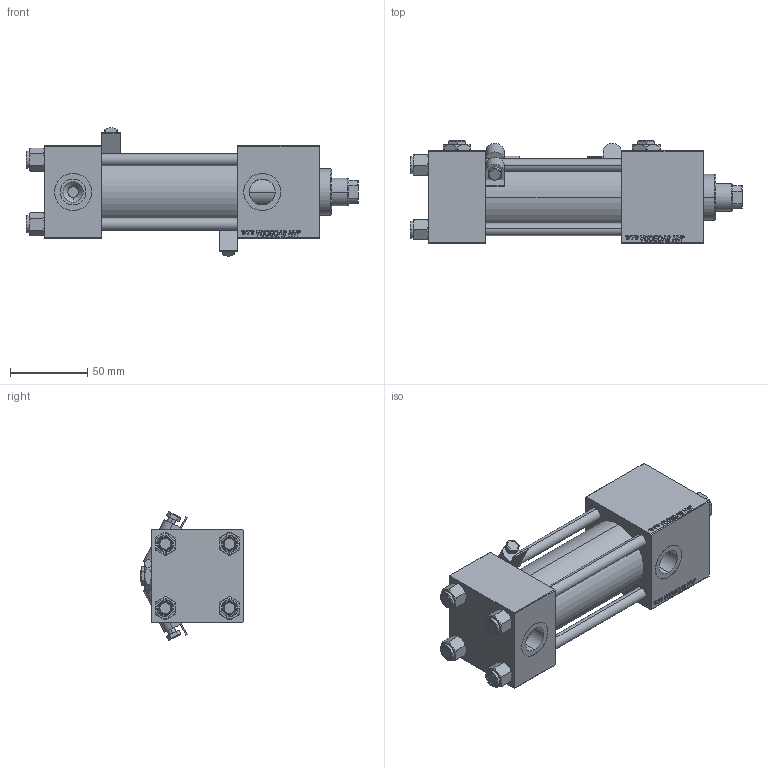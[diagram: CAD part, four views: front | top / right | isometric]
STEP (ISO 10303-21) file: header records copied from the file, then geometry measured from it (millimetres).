
FILE_DESCRIPTION (( 'STEP AP203' ), '1' );
FILE_NAME ('3f88.STEP', '2025-01-31T11:45:38', ( '' ), ( '' ), 'SwSTEP 2.0', 'SolidWorks 2019', '' );
FILE_SCHEMA (( 'CONFIG_CONTROL_DESIGN' ));
Length unit declared in the file: millimetre
Products named in the file (8): V215CR_C_Body eb7a84a5984c97e2bd911158259b2a87; NUT_M5_C eb7a84a5984c97e2bd911158259b2a87; Zatka_pro_OIL_PORT eb7a84a5984c97e2bd911158259b2a87; V215_VC_A eb7a84a5984c97e2bd911158259b2a87; 3f88; MSRF_MSRG1 eb7a84a5984c97e2bd911158259b2a87; V215CR_C_TYCINKA eb7a84a5984c97e2bd911158259b2a87; V215CR_VCP_C eb7a84a5984c97e2bd911158259b2a87
Assembly tree (15 placements, depth 2):
  3f88
    V215CR_C_Body eb7a84a5984c97e2bd911158259b2a87
    V215CR_VCP_C eb7a84a5984c97e2bd911158259b2a87
    NUT_M5_C eb7a84a5984c97e2bd911158259b2a87  x4
    V215CR_C_TYCINKA eb7a84a5984c97e2bd911158259b2a87  x4
    V215_VC_A eb7a84a5984c97e2bd911158259b2a87
    MSRF_MSRG1 eb7a84a5984c97e2bd911158259b2a87  x2
    Zatka_pro_OIL_PORT eb7a84a5984c97e2bd911158259b2a87  x2
Bounding box: 215 x 67 x 83.44 mm (x, y, z)
Volume: 431738.7 mm3; surface area: 125446 mm2
Topology: 15 solids, 15 shells, 1314 faces, 3260 edges, 2103 vertices
Faces by surface type: plane 610, bspline 392, cone 178, cylinder 126, torus 8
Entity records: 53335 total; most frequent: CARTESIAN_POINT 27917, ORIENTED_EDGE 5670, DIRECTION 3715, EDGE_CURVE 2835, VERTEX_POINT 1853, LINE 1693, VECTOR 1693, EDGE_LOOP 1258
